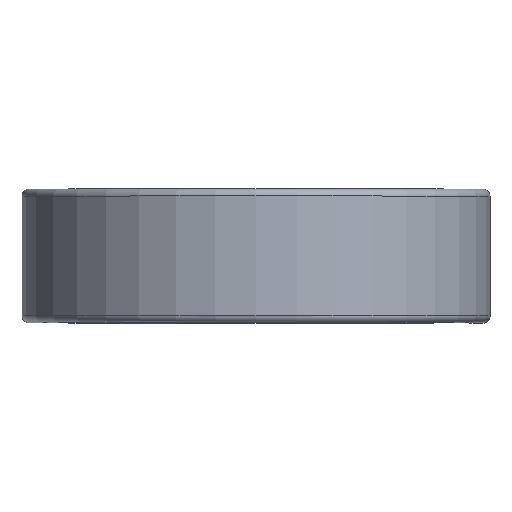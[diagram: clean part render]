
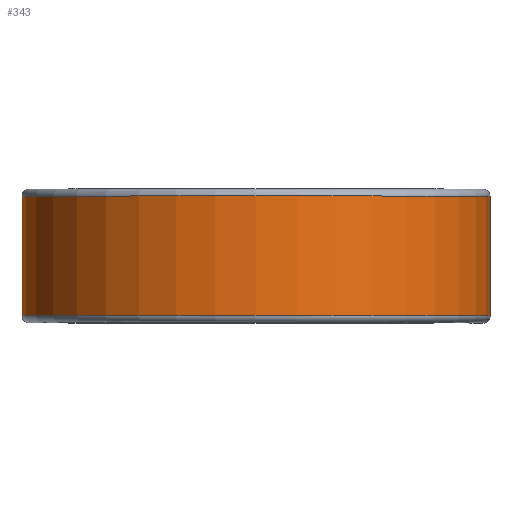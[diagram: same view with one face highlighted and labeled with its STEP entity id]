
A CAD part, top view. The second image highlights one B-rep face of the part: STEP entity #343.
In plain terms, the highlighted cylindrical face has radius 25.032 mm (diameter 50.063 mm), a partial arc.
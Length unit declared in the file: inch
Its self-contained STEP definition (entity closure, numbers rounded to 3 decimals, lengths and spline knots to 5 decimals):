
#1 = EDGE_LOOP ( 'NONE', ( #2122, #1664, #708, #1095 ) ) ;
#75 = CARTESIAN_POINT ( 'NONE',  ( 0.9855, 0.25125, 0. ) ) ;
#136 = CARTESIAN_POINT ( 'NONE',  ( 0., -0.25125, -0.9855 ) ) ;
#170 = AXIS2_PLACEMENT_3D ( 'NONE', #1038, #1052, #1059 ) ;
#192 = CARTESIAN_POINT ( 'NONE',  ( 0., 0.25125, 0. ) ) ;
#300 = AXIS2_PLACEMENT_3D ( 'NONE', #577, #642, #844 ) ;
#336 = AXIS2_PLACEMENT_3D ( 'NONE', #192, #1706, #1728 ) ;
#343 = ADVANCED_FACE ( 'NONE', ( #1273 ), #1172, .T. ) ;
#350 = EDGE_CURVE ( 'NONE', #1662, #1451, #1283, .T. ) ;
#547 = CARTESIAN_POINT ( 'NONE',  ( 0., 0.25125, -0.9855 ) ) ;
#556 = EDGE_CURVE ( 'NONE', #1112, #2003, #2086, .T. ) ;
#577 = CARTESIAN_POINT ( 'NONE',  ( 0., 0.25, 0. ) ) ;
#642 = DIRECTION ( 'NONE',  ( 0., -1., 0. ) ) ;
#708 = ORIENTED_EDGE ( 'NONE', *, *, #1730, .F. ) ;
#785 = CARTESIAN_POINT ( 'NONE',  ( 0.9855, -0.25125, 0. ) ) ;
#844 = DIRECTION ( 'NONE',  ( 0., 0., -1. ) ) ;
#1038 = CARTESIAN_POINT ( 'NONE',  ( 0., -0.25125, 0. ) ) ;
#1052 = DIRECTION ( 'NONE',  ( 0., -1., 0. ) ) ;
#1059 = DIRECTION ( 'NONE',  ( 0., 0., -1. ) ) ;
#1076 = VECTOR ( 'NONE', #1158, 39.37008 ) ;
#1095 = ORIENTED_EDGE ( 'NONE', *, *, #350, .F. ) ;
#1099 = LINE ( 'NONE', #75, #1076 ) ;
#1112 = VERTEX_POINT ( 'NONE', #1130 ) ;
#1130 = CARTESIAN_POINT ( 'NONE',  ( 0.9855, 0.25125, 0. ) ) ;
#1158 = DIRECTION ( 'NONE',  ( 0., 1., 0. ) ) ;
#1172 = CYLINDRICAL_SURFACE ( 'NONE', #300, 0.9855 ) ;
#1230 = DIRECTION ( 'NONE',  ( 0., 1., 0. ) ) ;
#1273 = FACE_OUTER_BOUND ( 'NONE', #1, .T. ) ;
#1283 = CIRCLE ( 'NONE', #170, 0.9855 ) ;
#1300 = LINE ( 'NONE', #2410, #1414 ) ;
#1414 = VECTOR ( 'NONE', #1230, 39.37008 ) ;
#1451 = VERTEX_POINT ( 'NONE', #136 ) ;
#1662 = VERTEX_POINT ( 'NONE', #785 ) ;
#1664 = ORIENTED_EDGE ( 'NONE', *, *, #556, .T. ) ;
#1706 = DIRECTION ( 'NONE',  ( 0., -1., 0. ) ) ;
#1728 = DIRECTION ( 'NONE',  ( 0., 0., -1. ) ) ;
#1730 = EDGE_CURVE ( 'NONE', #1451, #2003, #1300, .T. ) ;
#2003 = VERTEX_POINT ( 'NONE', #547 ) ;
#2086 = CIRCLE ( 'NONE', #336, 0.9855 ) ;
#2122 = ORIENTED_EDGE ( 'NONE', *, *, #2260, .T. ) ;
#2260 = EDGE_CURVE ( 'NONE', #1662, #1112, #1099, .T. ) ;
#2410 = CARTESIAN_POINT ( 'NONE',  ( 0., 0.25125, -0.9855 ) ) ;
